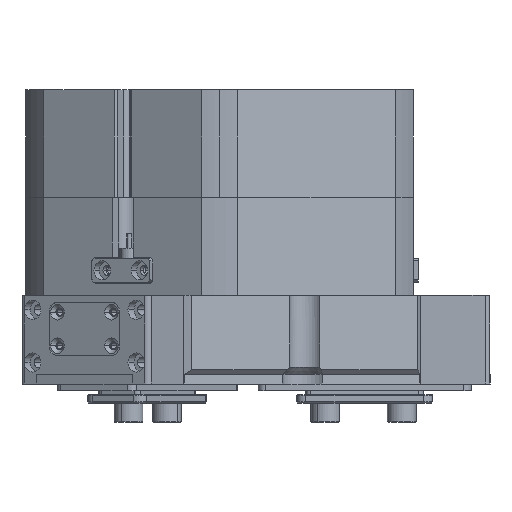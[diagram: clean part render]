
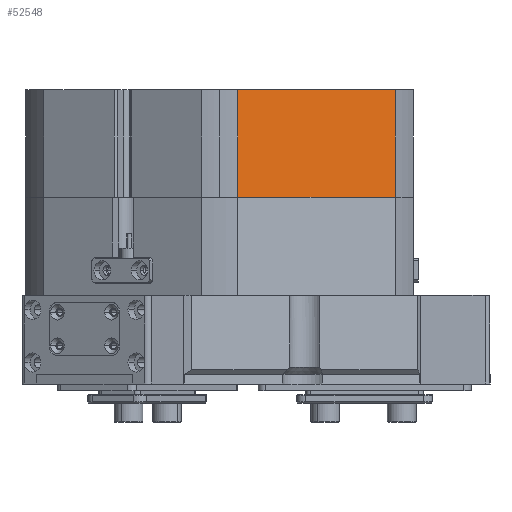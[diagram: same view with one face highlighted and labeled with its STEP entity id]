
A CAD part, front view. The second image highlights one B-rep face of the part: STEP entity #52548.
In plain terms, the highlighted face is planar.
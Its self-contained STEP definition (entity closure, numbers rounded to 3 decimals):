
#1406 = ORIENTED_EDGE ( 'NONE', *, *, #14077, .T. ) ;
#1964 = EDGE_CURVE ( 'NONE', #32874, #24610, #36375, .T. ) ;
#2168 = LINE ( 'NONE', #24737, #6061 ) ;
#2641 = DIRECTION ( 'NONE',  ( 0., 0., 1. ) ) ;
#2892 = VERTEX_POINT ( 'NONE', #4335 ) ;
#3803 = VECTOR ( 'NONE', #2641, 1000. ) ;
#4335 = CARTESIAN_POINT ( 'NONE',  ( -51.114, -73.469, 45. ) ) ;
#5576 = CARTESIAN_POINT ( 'NONE',  ( -94.756, 2.122, 45.001 ) ) ;
#6061 = VECTOR ( 'NONE', #44820, 1000. ) ;
#6173 = ORIENTED_EDGE ( 'NONE', *, *, #45751, .T. ) ;
#7753 = FACE_OUTER_BOUND ( 'NONE', #43796, .T. ) ;
#8807 = DIRECTION ( 'NONE',  ( 0.5, -0.866, 0. ) ) ;
#12615 = CARTESIAN_POINT ( 'NONE',  ( -89.183, -7.531, 45. ) ) ;
#14077 = EDGE_CURVE ( 'NONE', #48274, #32874, #2168, .T. ) ;
#15360 = VECTOR ( 'NONE', #44314, 1000. ) ;
#21314 = DIRECTION ( 'NONE',  ( 0.866, 0.5, 0. ) ) ;
#23573 = CARTESIAN_POINT ( 'NONE',  ( -94.756, 2.122, 45. ) ) ;
#24610 = VERTEX_POINT ( 'NONE', #50328 ) ;
#24737 = CARTESIAN_POINT ( 'NONE',  ( -89.183, -7.531, 45. ) ) ;
#28305 = CARTESIAN_POINT ( 'NONE',  ( -94.756, 2.122, 0. ) ) ;
#32874 = VERTEX_POINT ( 'NONE', #58680 ) ;
#36375 = LINE ( 'NONE', #28305, #44200 ) ;
#40875 = AXIS2_PLACEMENT_3D ( 'NONE', #5576, #21314, #56066 ) ;
#43796 = EDGE_LOOP ( 'NONE', ( #6173, #63213, #1406, #45330 ) ) ;
#44200 = VECTOR ( 'NONE', #8807, 1000. ) ;
#44314 = DIRECTION ( 'NONE',  ( 0.5, -0.866, 0. ) ) ;
#44820 = DIRECTION ( 'NONE',  ( 0., 0., -1. ) ) ;
#45330 = ORIENTED_EDGE ( 'NONE', *, *, #1964, .T. ) ;
#45751 = EDGE_CURVE ( 'NONE', #24610, #2892, #54753, .T. ) ;
#46317 = EDGE_CURVE ( 'NONE', #48274, #2892, #63931, .T. ) ;
#48274 = VERTEX_POINT ( 'NONE', #12615 ) ;
#48326 = CARTESIAN_POINT ( 'NONE',  ( -51.114, -73.469, 45. ) ) ;
#50328 = CARTESIAN_POINT ( 'NONE',  ( -51.114, -73.469, 0. ) ) ;
#52548 = ADVANCED_FACE ( 'NONE', ( #7753 ), #55639, .F. ) ;
#54753 = LINE ( 'NONE', #48326, #3803 ) ;
#55639 = PLANE ( 'NONE',  #40875 ) ;
#56066 = DIRECTION ( 'NONE',  ( -0.5, 0.866, 0. ) ) ;
#58680 = CARTESIAN_POINT ( 'NONE',  ( -89.183, -7.531, 0. ) ) ;
#63213 = ORIENTED_EDGE ( 'NONE', *, *, #46317, .F. ) ;
#63931 = LINE ( 'NONE', #23573, #15360 ) ;
